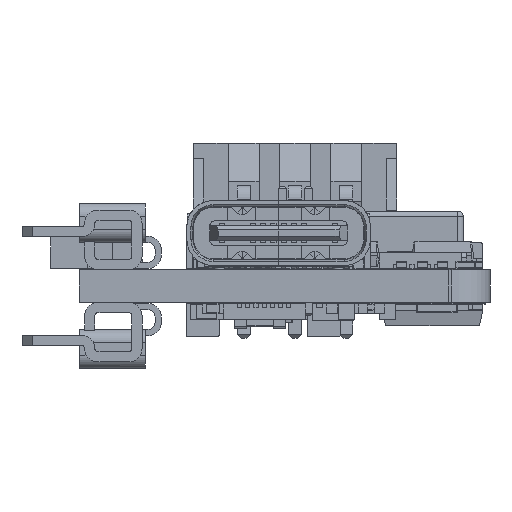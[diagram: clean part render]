
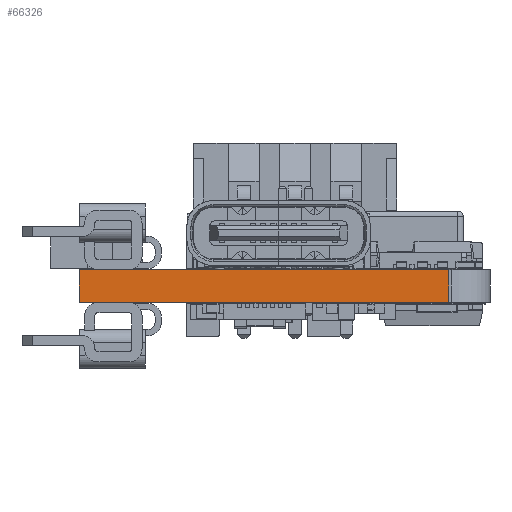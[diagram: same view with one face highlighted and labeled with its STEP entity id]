
A CAD part, left-side view. The second image highlights one B-rep face of the part: STEP entity #66326.
In plain terms, the highlighted planar face has unit normal (-1, 0, 0).
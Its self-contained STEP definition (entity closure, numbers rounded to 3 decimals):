
#65307 = VERTEX_POINT('',#65308);
#65308 = CARTESIAN_POINT('',(-22.5,10.,0.));
#65314 = EDGE_CURVE('',#65315,#65307,#65317,.T.);
#65315 = VERTEX_POINT('',#65316);
#65316 = CARTESIAN_POINT('',(-22.5,-8.,0.));
#65317 = LINE('',#65318,#65319);
#65318 = CARTESIAN_POINT('',(-22.5,-8.,0.));
#65319 = VECTOR('',#65320,1.);
#65320 = DIRECTION('',(0.,1.,0.));
#65803 = VERTEX_POINT('',#65804);
#65804 = CARTESIAN_POINT('',(-22.5,10.,1.6));
#65810 = EDGE_CURVE('',#65811,#65803,#65813,.T.);
#65811 = VERTEX_POINT('',#65812);
#65812 = CARTESIAN_POINT('',(-22.5,-8.,1.6));
#65813 = LINE('',#65814,#65815);
#65814 = CARTESIAN_POINT('',(-22.5,-8.,1.6));
#65815 = VECTOR('',#65816,1.);
#65816 = DIRECTION('',(0.,1.,0.));
#66296 = EDGE_CURVE('',#65307,#65803,#66297,.T.);
#66297 = LINE('',#66298,#66299);
#66298 = CARTESIAN_POINT('',(-22.5,10.,0.));
#66299 = VECTOR('',#66300,1.);
#66300 = DIRECTION('',(0.,0.,1.));
#66326 = ADVANCED_FACE('',(#66327),#66338,.T.);
#66327 = FACE_BOUND('',#66328,.T.);
#66328 = EDGE_LOOP('',(#66329,#66335,#66336,#66337));
#66329 = ORIENTED_EDGE('',*,*,#66330,.T.);
#66330 = EDGE_CURVE('',#65315,#65811,#66331,.T.);
#66331 = LINE('',#66332,#66333);
#66332 = CARTESIAN_POINT('',(-22.5,-8.,0.));
#66333 = VECTOR('',#66334,1.);
#66334 = DIRECTION('',(0.,0.,1.));
#66335 = ORIENTED_EDGE('',*,*,#65810,.T.);
#66336 = ORIENTED_EDGE('',*,*,#66296,.F.);
#66337 = ORIENTED_EDGE('',*,*,#65314,.F.);
#66338 = PLANE('',#66339);
#66339 = AXIS2_PLACEMENT_3D('',#66340,#66341,#66342);
#66340 = CARTESIAN_POINT('',(-22.5,-8.,0.));
#66341 = DIRECTION('',(-1.,0.,0.));
#66342 = DIRECTION('',(0.,1.,0.));
